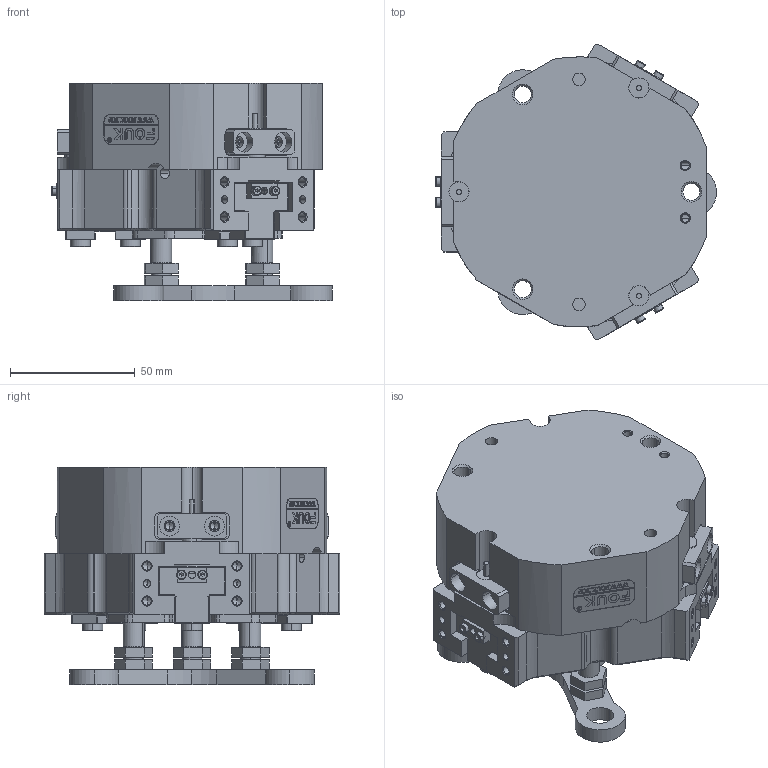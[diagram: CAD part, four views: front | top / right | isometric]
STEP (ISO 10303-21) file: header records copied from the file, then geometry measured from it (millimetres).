
FILE_DESCRIPTION (( 'STEP AP203' ), '1' );
FILE_NAME ('TZ75-119-S-C30.STEP', '2024-12-06T00:56:14', ( 'USER-' ), ( 'Microsoft' ), 'SwSTEP 2.0', 'SolidWorks 2018', '' );
FILE_SCHEMA (( 'CONFIG_CONTROL_DESIGN' ));
Length unit declared in the file: millimetre
Products named in the file (29): TZ75-119-C30杅耀.sldasm-Part-6; TZ75-119-C30杅耀.sldasm-Part-5; TZ75-119-S-02-賑輸; TZ75-119-C30杅耀.sldasm-Part-10; TZ75-119-C30杅耀.sldasm-Part-11; TZ75-119-C30杅耀.sldasm-Part-27; TZ75-119-C30杅耀.sldasm-Part-2; 揤輸蚾饜极; 揤輸杅耀.sldasm-Part-9; TZ75-119-C30杅耀.sldasm-Part-7; 25x12-R3; TZ75-119-C30杅耀.sldasm-Part-29; TZ75-119-C30杅耀.sldasm-Part-4; TZ75-119-C30杅耀.sldasm-Part-28; TZ75-119-C30杅耀.sldasm-Part-8; 埴翐芛_GB_FASTENER_SCREWS_HSHCS M2X8-N; TZ75-119-C30杅耀.sldasm-Part-1; TZ75-119-C30杅耀.sldasm-Part-3; TZ75-119-C30杅耀.sldasm-Part-22; TZ75-119-C30杅耀.sldasm-Part-23; TZ75-119-C30杅耀.sldasm-Part-19; TZ75-119-C30杅耀.sldasm-Part-26; TZ75-119-C30杅耀.sldasm-Part-13; TZ75-119-C30杅耀.sldasm-Part-18; TZ75-119-C30杅耀.sldasm-Part-14; TZ75-119-C30杅耀.sldasm-Part-9; TZ75-119-C30杅耀.sldasm-Part-16; TZ75-119-S; TZ75-119-S-C30
Assembly tree (35 placements, depth 4):
  TZ75-119-S-C30
    TZ75-119-C30杅耀.sldasm-Part-1
    TZ75-119-C30杅耀.sldasm-Part-2
    TZ75-119-C30杅耀.sldasm-Part-3
    TZ75-119-C30杅耀.sldasm-Part-4
    TZ75-119-C30杅耀.sldasm-Part-5
    TZ75-119-C30杅耀.sldasm-Part-6
    TZ75-119-C30杅耀.sldasm-Part-7
    TZ75-119-C30杅耀.sldasm-Part-8
    TZ75-119-C30杅耀.sldasm-Part-14
    TZ75-119-C30杅耀.sldasm-Part-22
    TZ75-119-S
      TZ75-119-C30杅耀.sldasm-Part-9  x2
      TZ75-119-C30杅耀.sldasm-Part-10  x2
      TZ75-119-C30杅耀.sldasm-Part-11
      TZ75-119-C30杅耀.sldasm-Part-13
      TZ75-119-C30杅耀.sldasm-Part-16
      TZ75-119-C30杅耀.sldasm-Part-18
      TZ75-119-C30杅耀.sldasm-Part-19
      TZ75-119-S-02-賑輸  x3
      TZ75-119-C30杅耀.sldasm-Part-23
      TZ75-119-C30杅耀.sldasm-Part-26
      TZ75-119-C30杅耀.sldasm-Part-27
      TZ75-119-C30杅耀.sldasm-Part-28
      TZ75-119-C30杅耀.sldasm-Part-29
      揤輸蚾饜极  x3
        揤輸杅耀.sldasm-Part-9
        埴翐芛_GB_FASTENER_SCREWS_HSHCS M2X8-N
      25x12-R3
Bounding box: 112.37 x 118.26 x 87 mm (x, y, z)
Volume: 500556.8 mm3; surface area: 105045.5 mm2
Topology: 37 solids, 39 shells, 1792 faces, 4545 edges, 2860 vertices
Faces by surface type: plane 806, cylinder 498, cone 321, bspline 155, torus 12
Entity records: 52268 total; most frequent: CARTESIAN_POINT 14047, ORIENTED_EDGE 7316, DIRECTION 7095, EDGE_CURVE 3658, AXIS2_PLACEMENT_3D 2437, VERTEX_POINT 2345, LINE 2221, VECTOR 2221
